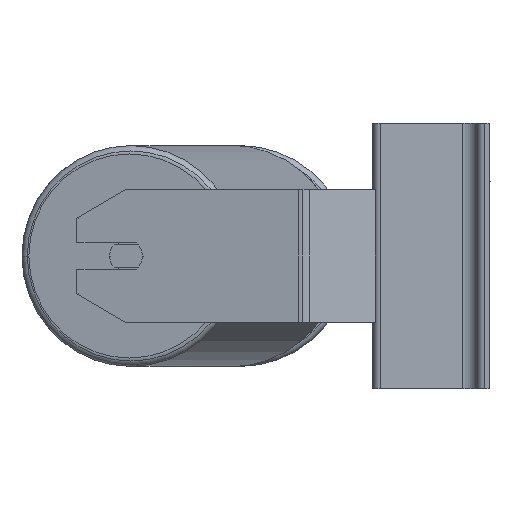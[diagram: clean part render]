
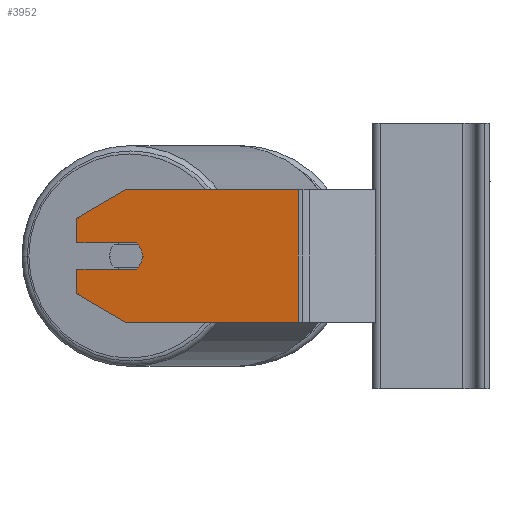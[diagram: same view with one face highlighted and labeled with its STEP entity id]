
A CAD part, left-side view. The second image highlights one B-rep face of the part: STEP entity #3952.
In plain terms, the highlighted planar face has unit normal (-0.985, 0.174, 0).
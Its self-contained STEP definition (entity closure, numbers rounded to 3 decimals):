
#55 = ORIENTED_EDGE ( 'NONE', *, *, #1111, .T. ) ;
#102 = DIRECTION ( 'NONE',  ( -0.15, -0.853, -0.5 ) ) ;
#122 = VERTEX_POINT ( 'NONE', #4092 ) ;
#205 = CARTESIAN_POINT ( 'NONE',  ( -580.33, 166.757, 0. ) ) ;
#274 = DIRECTION ( 'NONE',  ( -0.174, -0.985, 0. ) ) ;
#438 = VECTOR ( 'NONE', #7117, 1000. ) ;
#493 = ORIENTED_EDGE ( 'NONE', *, *, #5661, .T. ) ;
#618 = CARTESIAN_POINT ( 'NONE',  ( -575.121, 196.301, -22.679 ) ) ;
#640 = LINE ( 'NONE', #2205, #438 ) ;
#722 = DIRECTION ( 'NONE',  ( 0.15, 0.853, -0.5 ) ) ;
#789 = DIRECTION ( 'NONE',  ( -0.174, -0.985, 0. ) ) ;
#806 = DIRECTION ( 'NONE',  ( -0.174, -0.985, 0. ) ) ;
#825 = ORIENTED_EDGE ( 'NONE', *, *, #7473, .F. ) ;
#1081 = PLANE ( 'NONE',  #1925 ) ;
#1111 = EDGE_CURVE ( 'NONE', #8165, #10264, #2207, .T. ) ;
#1354 = CARTESIAN_POINT ( 'NONE',  ( -598.635, 62.947, -40. ) ) ;
#1457 = DIRECTION ( 'NONE',  ( 0., 0., -1. ) ) ;
#1588 = CARTESIAN_POINT ( 'NONE',  ( -580.33, 166.757, -40. ) ) ;
#1696 = DIRECTION ( 'NONE',  ( -0.174, -0.985, 0. ) ) ;
#1925 = AXIS2_PLACEMENT_3D ( 'NONE', #4366, #3455, #4261 ) ;
#2035 = CARTESIAN_POINT ( 'NONE',  ( -575.121, 196.301, 22.679 ) ) ;
#2205 = CARTESIAN_POINT ( 'NONE',  ( -598.635, 62.947, 40. ) ) ;
#2207 = LINE ( 'NONE', #3927, #7464 ) ;
#2378 = CARTESIAN_POINT ( 'NONE',  ( -575.121, 196.301, 40. ) ) ;
#2648 = VECTOR ( 'NONE', #274, 1000. ) ;
#2796 = LINE ( 'NONE', #10234, #6093 ) ;
#2905 = ORIENTED_EDGE ( 'NONE', *, *, #10251, .F. ) ;
#2996 = LINE ( 'NONE', #7942, #7967 ) ;
#3218 = CARTESIAN_POINT ( 'NONE',  ( -575.121, 196.301, 22.679 ) ) ;
#3221 = CARTESIAN_POINT ( 'NONE',  ( -598.635, 62.947, 40. ) ) ;
#3245 = ORIENTED_EDGE ( 'NONE', *, *, #9993, .F. ) ;
#3455 = DIRECTION ( 'NONE',  ( 0.985, -0.174, 0. ) ) ;
#3543 = CARTESIAN_POINT ( 'NONE',  ( -581.372, 160.848, -8. ) ) ;
#3697 = CARTESIAN_POINT ( 'NONE',  ( -575.121, 196.301, 8. ) ) ;
#3736 = EDGE_CURVE ( 'NONE', #7419, #10051, #9093, .T. ) ;
#3866 = LINE ( 'NONE', #3218, #6433 ) ;
#3927 = CARTESIAN_POINT ( 'NONE',  ( -575.121, 196.301, 40. ) ) ;
#3952 = ADVANCED_FACE ( 'NONE', ( #8451 ), #1081, .F. ) ;
#4092 = CARTESIAN_POINT ( 'NONE',  ( -582.067, 156.909, 0. ) ) ;
#4261 = DIRECTION ( 'NONE',  ( 0.174, 0.985, 0. ) ) ;
#4366 = CARTESIAN_POINT ( 'NONE',  ( -575.121, 196.301, 40. ) ) ;
#4546 = VECTOR ( 'NONE', #102, 1000. ) ;
#4657 = EDGE_LOOP ( 'NONE', ( #7226, #493, #5012, #9144, #9668, #7760, #55, #825, #3245, #2905, #9957 ) ) ;
#4805 = VERTEX_POINT ( 'NONE', #7885 ) ;
#4877 = VERTEX_POINT ( 'NONE', #9646 ) ;
#4995 = DIRECTION ( 'NONE',  ( -0.985, 0.174, 0. ) ) ;
#5012 = ORIENTED_EDGE ( 'NONE', *, *, #7163, .T. ) ;
#5222 = DIRECTION ( 'NONE',  ( 0., 0., -1. ) ) ;
#5532 = DIRECTION ( 'NONE',  ( -0.174, -0.985, 0. ) ) ;
#5661 = EDGE_CURVE ( 'NONE', #9808, #7506, #10443, .T. ) ;
#5692 = CARTESIAN_POINT ( 'NONE',  ( -575.121, 196.301, -40. ) ) ;
#5868 = VERTEX_POINT ( 'NONE', #3543 ) ;
#5966 = AXIS2_PLACEMENT_3D ( 'NONE', #205, #6785, #5532 ) ;
#6035 = LINE ( 'NONE', #9522, #2648 ) ;
#6093 = VECTOR ( 'NONE', #5222, 1000. ) ;
#6433 = VECTOR ( 'NONE', #722, 1000. ) ;
#6478 = CIRCLE ( 'NONE', #9731, 10. ) ;
#6785 = DIRECTION ( 'NONE',  ( -0.985, 0.174, 0. ) ) ;
#7117 = DIRECTION ( 'NONE',  ( 0., 0., -1. ) ) ;
#7142 = DIRECTION ( 'NONE',  ( 0.174, 0.985, 0. ) ) ;
#7163 = EDGE_CURVE ( 'NONE', #7506, #9400, #7470, .T. ) ;
#7226 = ORIENTED_EDGE ( 'NONE', *, *, #8080, .T. ) ;
#7347 = CARTESIAN_POINT ( 'NONE',  ( -580.33, 166.757, -40. ) ) ;
#7419 = VERTEX_POINT ( 'NONE', #10469 ) ;
#7464 = VECTOR ( 'NONE', #1457, 1000. ) ;
#7470 = LINE ( 'NONE', #5692, #10598 ) ;
#7473 = EDGE_CURVE ( 'NONE', #4877, #10264, #2996, .T. ) ;
#7506 = VERTEX_POINT ( 'NONE', #7347 ) ;
#7760 = ORIENTED_EDGE ( 'NONE', *, *, #8202, .T. ) ;
#7885 = CARTESIAN_POINT ( 'NONE',  ( -575.121, 196.301, -8. ) ) ;
#7942 = CARTESIAN_POINT ( 'NONE',  ( -575.121, 196.301, 8. ) ) ;
#7967 = VECTOR ( 'NONE', #7142, 1000. ) ;
#8080 = EDGE_CURVE ( 'NONE', #4805, #9808, #2796, .T. ) ;
#8087 = EDGE_CURVE ( 'NONE', #4805, #5868, #6035, .T. ) ;
#8165 = VERTEX_POINT ( 'NONE', #2035 ) ;
#8202 = EDGE_CURVE ( 'NONE', #7419, #8165, #3866, .T. ) ;
#8451 = FACE_OUTER_BOUND ( 'NONE', #4657, .T. ) ;
#8964 = VECTOR ( 'NONE', #806, 1000. ) ;
#9093 = LINE ( 'NONE', #2378, #8964 ) ;
#9144 = ORIENTED_EDGE ( 'NONE', *, *, #9423, .F. ) ;
#9400 = VERTEX_POINT ( 'NONE', #1354 ) ;
#9423 = EDGE_CURVE ( 'NONE', #10051, #9400, #640, .T. ) ;
#9522 = CARTESIAN_POINT ( 'NONE',  ( -575.121, 196.301, -8. ) ) ;
#9537 = CARTESIAN_POINT ( 'NONE',  ( -580.33, 166.757, 0. ) ) ;
#9646 = CARTESIAN_POINT ( 'NONE',  ( -581.372, 160.848, 8. ) ) ;
#9668 = ORIENTED_EDGE ( 'NONE', *, *, #3736, .F. ) ;
#9731 = AXIS2_PLACEMENT_3D ( 'NONE', #9537, #4995, #789 ) ;
#9808 = VERTEX_POINT ( 'NONE', #618 ) ;
#9957 = ORIENTED_EDGE ( 'NONE', *, *, #8087, .F. ) ;
#9993 = EDGE_CURVE ( 'NONE', #122, #4877, #6478, .T. ) ;
#10051 = VERTEX_POINT ( 'NONE', #3221 ) ;
#10234 = CARTESIAN_POINT ( 'NONE',  ( -575.121, 196.301, 40. ) ) ;
#10251 = EDGE_CURVE ( 'NONE', #5868, #122, #10595, .T. ) ;
#10264 = VERTEX_POINT ( 'NONE', #3697 ) ;
#10443 = LINE ( 'NONE', #1588, #4546 ) ;
#10469 = CARTESIAN_POINT ( 'NONE',  ( -580.33, 166.757, 40. ) ) ;
#10595 = CIRCLE ( 'NONE', #5966, 10. ) ;
#10598 = VECTOR ( 'NONE', #1696, 1000. ) ;
